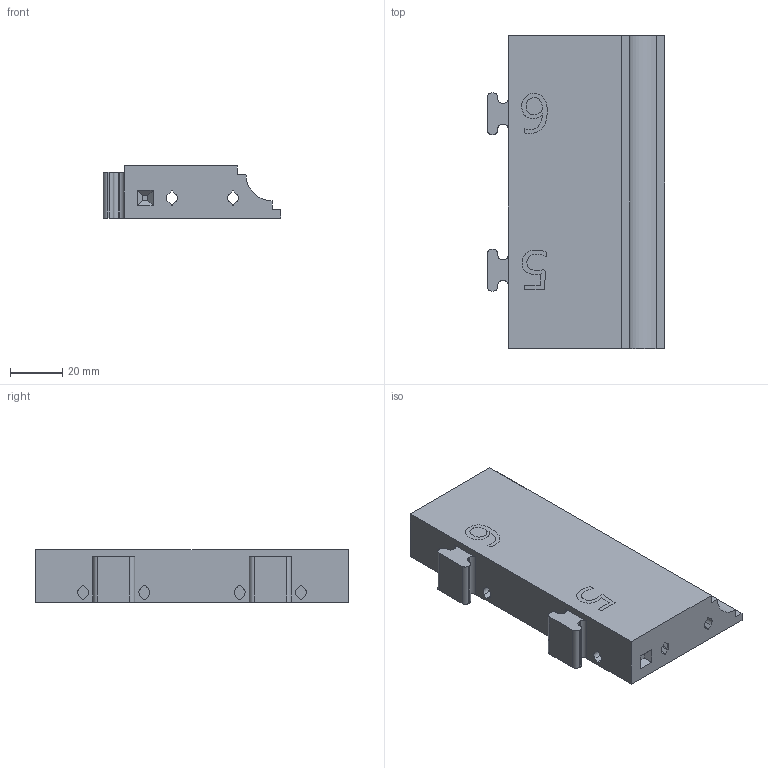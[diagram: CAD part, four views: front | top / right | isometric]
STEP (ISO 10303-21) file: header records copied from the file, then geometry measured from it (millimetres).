
FILE_DESCRIPTION(/* description */ ('STEP AP242','CAx-IF Rec.Pracs.---Representation and Presentation of Product Manufacturing Information (PMI)---4.0---2014-10-13','CAx-IF Rec.Pracs.---3D Tessellated Geometry---0.4---2014-09-14','2;1','CAx-IF Rec.Pracs.---User Defined Attributes---1.5---2016-08-15'),/* implementation_level */ '2;1');
FILE_NAME(/* name */ '6914f9ea5bbdd15231828a77',/* time_stamp */ '2025-11-12T21:19:38Z',/* author */ (''),/* organization */ (''),/* preprocessor_version */ 'ST-DEVELOPER v20',/* originating_system */ 'ONSHAPE BY PTC INC, 1.206',/* authorisation */ ' ');
FILE_SCHEMA (('AP242_MANAGED_MODEL_BASED_3D_ENGINEERING_MIM_LF { 1 0 10303 442 1 1 4 }'));
Length unit declared in the file: metre
Products named in the file (3): Black-56-Duplicate-6; Black-56-Duplicate-5; FE1x2-QTSF-56BlackMagEdge15x5x2
Bounding box: 68 x 119.95 x 20 mm (x, y, z)
Volume: 111073.6 mm3; surface area: 30735.5 mm2
Topology: 3 solids, 3 shells, 359 faces, 1062 edges, 690 vertices
Faces by surface type: plane 208, cylinder 85, bspline 64, cone 2
Full cylindrical faces by diameter (mm): 14 x2
Entity records: 12346 total; most frequent: CARTESIAN_POINT 2942, ORIENTED_EDGE 2116, DIRECTION 1702, EDGE_CURVE 1058, LINE 690, VECTOR 690, VERTEX_POINT 690, AXIS2_PLACEMENT_3D 506
